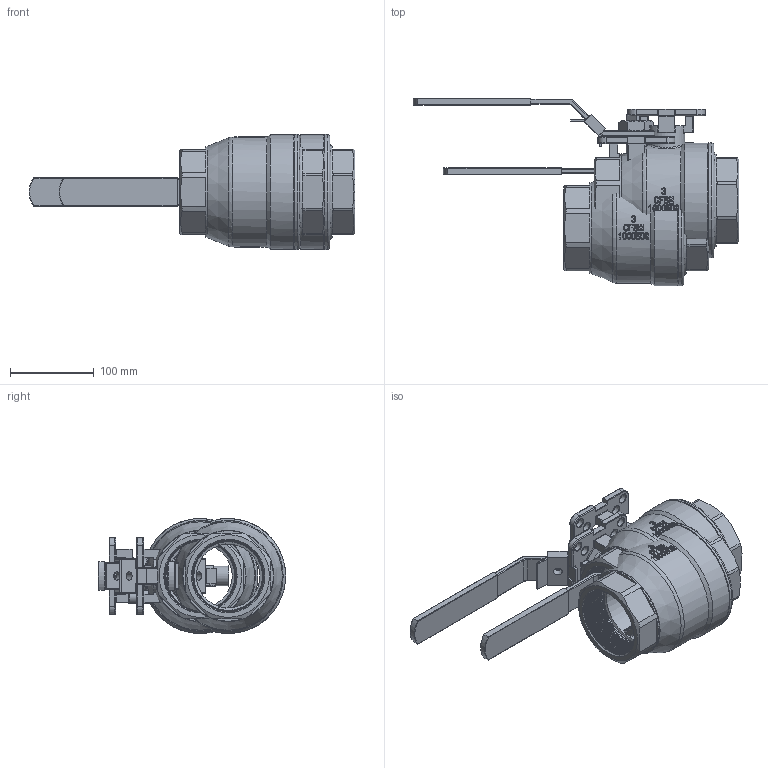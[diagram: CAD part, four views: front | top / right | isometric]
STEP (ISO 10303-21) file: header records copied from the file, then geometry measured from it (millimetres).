
FILE_DESCRIPTION( ( 'Unknown' ), '1' );
FILE_NAME( '8.650.080.stp', 'Unknown', ( 'Unknown' ), ( 'Unknown' ), 'PSStep 13.0', 'Unknown', ' ' );
FILE_SCHEMA( ( 'AUTOMOTIVE_DESIGN { 1 0 10303 214 1 1 1 1 }' ) );
Length unit declared in the file: millimetre
Products named in the file (8): Assem1; 8.650.080; 3-1000WOG KV-L20  DN80____; Spindel_DN80; Griff_DN80; hex thin nut chamfered gradeab_iso_Hexagon Thin Nut ISO - 4035 - M24 - N; socket head cap screw_iso_ISO 4762 M10 x 20 --- 20N; hex nut gradec_iso_Hexagon Nut ISO - 4034 - M10 - N
Bounding box: 389.14 x 223.65 x 137.3 mm (x, y, z)
Volume: 4017433.6 mm3; surface area: 621241.4 mm2
Topology: 14 solids, 14 shells, 2181 faces, 5935 edges, 3863 vertices
Faces by surface type: plane 796, cylinder 647, bspline 359, torus 190, cone 147, sphere 42
Full cylindrical faces by diameter (mm): 8.5 x2, 10 x8, 11 x24, 16 x2, 21 x2, 24 x5, 44 x3, 48 x3, 76 x3, 82.241 x6, 108 x3, 137.3 x6
Entity records: 77813 total; most frequent: CARTESIAN_POINT 52852, ORIENTED_EDGE 4030, DIRECTION 3487, EDGE_CURVE 2015, VERTEX_POINT 1358, AXIS2_PLACEMENT_3D 1313, EDGE_LOOP 950, LINE 861
